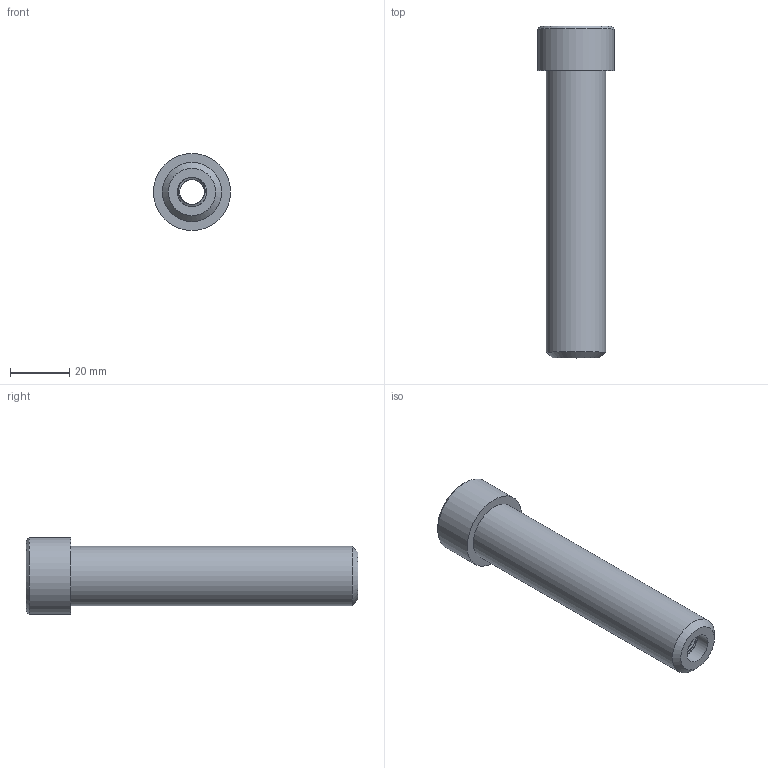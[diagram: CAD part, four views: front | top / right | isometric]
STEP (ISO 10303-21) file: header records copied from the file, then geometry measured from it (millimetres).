
FILE_DESCRIPTION(/* description */ ('Unknown'),/* implementation_level */ '2;1');
FILE_NAME(/* name */ 'front-axle',/* time_stamp */ '2020-07-03T12:01:35+01:00',/* author */ ('Unknown'),/* organization */ ('Unknown'),/* preprocessor_version */ 'ST-DEVELOPER v16.7',/* originating_system */ 'Solid Edge',/* authorisation */ 'Unknown');
FILE_SCHEMA (('AUTOMOTIVE_DESIGN {1 0 10303 214 3 1 1}'));
Length unit declared in the file: millimetre
Products named in the file (1): front-axle
Bounding box: 26 x 112 x 26 mm (x, y, z)
Volume: 26934.6 mm3; surface area: 12570.4 mm2
Topology: 1 solids, 1 shells, 15 faces, 30 edges, 20 vertices
Faces by surface type: cylinder 6, plane 5, bspline 2, cone 2
Full cylindrical faces by diameter (mm): 10 x1, 12 x1, 20 x1, 26 x1
Entity records: 4998 total; most frequent: CARTESIAN_POINT 4698, DIRECTION 56, ORIENTED_EDGE 44, AXIS2_PLACEMENT_3D 28, EDGE_LOOP 26, FACE_BOUND 26, EDGE_CURVE 22, VERTEX_POINT 18
